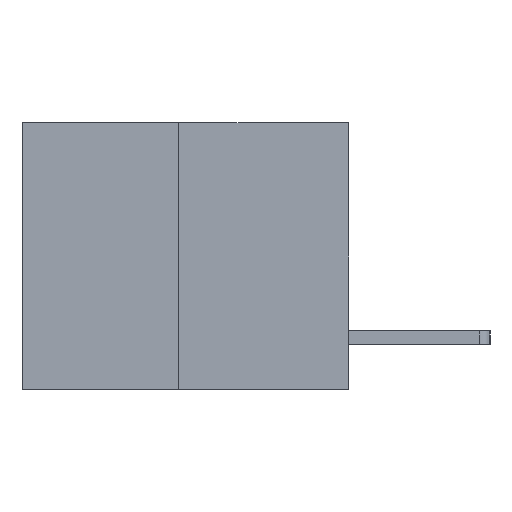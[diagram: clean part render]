
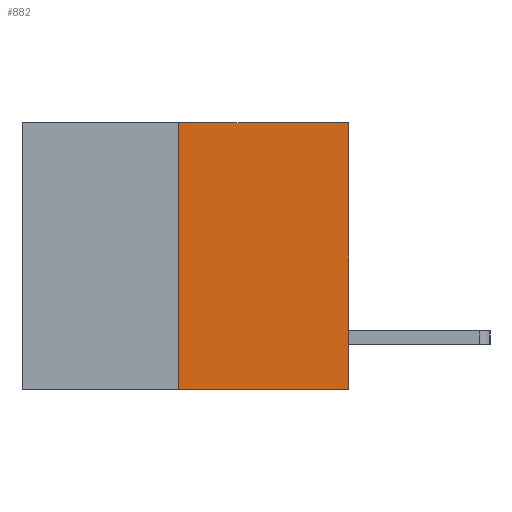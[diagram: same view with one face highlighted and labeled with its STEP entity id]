
A CAD part, left-side view. The second image highlights one B-rep face of the part: STEP entity #882.
In plain terms, the highlighted planar face has unit normal (-1, 0, 0).
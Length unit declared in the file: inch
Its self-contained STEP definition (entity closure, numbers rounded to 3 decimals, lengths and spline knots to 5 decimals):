
#354 = EDGE_CURVE ( 'NONE', #11313, #9588, #8703, .T. ) ;
#882 = ADVANCED_FACE ( 'NONE', ( #10636 ), #2104, .F. ) ;
#1109 = ORIENTED_EDGE ( 'NONE', *, *, #5625, .F. ) ;
#1121 = VERTEX_POINT ( 'NONE', #3393 ) ;
#1217 = DIRECTION ( 'NONE',  ( 1., 0., 0. ) ) ;
#2073 = LINE ( 'NONE', #9836, #4600 ) ;
#2104 = PLANE ( 'NONE',  #3475 ) ;
#2362 = CARTESIAN_POINT ( 'NONE',  ( 0., 0., 0. ) ) ;
#3071 = ORIENTED_EDGE ( 'NONE', *, *, #5191, .F. ) ;
#3393 = CARTESIAN_POINT ( 'NONE',  ( 0., 0.312, -0.49 ) ) ;
#3475 = AXIS2_PLACEMENT_3D ( 'NONE', #4145, #1217, #8975 ) ;
#4042 = EDGE_CURVE ( 'NONE', #1121, #11313, #2073, .T. ) ;
#4058 = DIRECTION ( 'NONE',  ( 0., -1., 0. ) ) ;
#4145 = CARTESIAN_POINT ( 'NONE',  ( 0., 0.6, 0. ) ) ;
#4277 = VECTOR ( 'NONE', #9205, 39.37008 ) ;
#4547 = VECTOR ( 'NONE', #10111, 39.37008 ) ;
#4600 = VECTOR ( 'NONE', #4058, 39.37008 ) ;
#5119 = DIRECTION ( 'NONE',  ( 0., 0., 1. ) ) ;
#5191 = EDGE_CURVE ( 'NONE', #1121, #9136, #11014, .T. ) ;
#5324 = CARTESIAN_POINT ( 'NONE',  ( 0., 0., 0. ) ) ;
#5625 = EDGE_CURVE ( 'NONE', #9136, #9588, #10856, .T. ) ;
#6394 = CARTESIAN_POINT ( 'NONE',  ( 0., 0.312, 0. ) ) ;
#6399 = CARTESIAN_POINT ( 'NONE',  ( 0., 0., -0.49 ) ) ;
#6636 = EDGE_LOOP ( 'NONE', ( #3071, #11314, #10234, #1109 ) ) ;
#8247 = VECTOR ( 'NONE', #5119, 39.37008 ) ;
#8703 = LINE ( 'NONE', #2362, #8247 ) ;
#8975 = DIRECTION ( 'NONE',  ( 0., 0., -1. ) ) ;
#9136 = VERTEX_POINT ( 'NONE', #6394 ) ;
#9160 = CARTESIAN_POINT ( 'NONE',  ( 0., 0.312, -0.49 ) ) ;
#9205 = DIRECTION ( 'NONE',  ( 0., 0., 1. ) ) ;
#9588 = VERTEX_POINT ( 'NONE', #5324 ) ;
#9836 = CARTESIAN_POINT ( 'NONE',  ( 0., 0.6, -0.49 ) ) ;
#10111 = DIRECTION ( 'NONE',  ( 0., -1., 0. ) ) ;
#10156 = CARTESIAN_POINT ( 'NONE',  ( 0., 0.6, 0. ) ) ;
#10234 = ORIENTED_EDGE ( 'NONE', *, *, #354, .T. ) ;
#10636 = FACE_OUTER_BOUND ( 'NONE', #6636, .T. ) ;
#10856 = LINE ( 'NONE', #10156, #4547 ) ;
#11014 = LINE ( 'NONE', #9160, #4277 ) ;
#11313 = VERTEX_POINT ( 'NONE', #6399 ) ;
#11314 = ORIENTED_EDGE ( 'NONE', *, *, #4042, .T. ) ;
